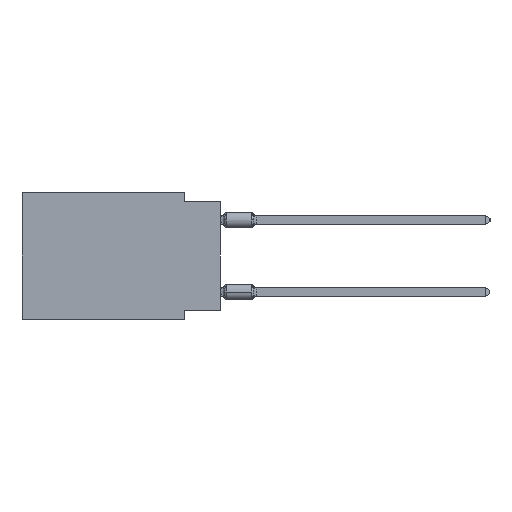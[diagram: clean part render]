
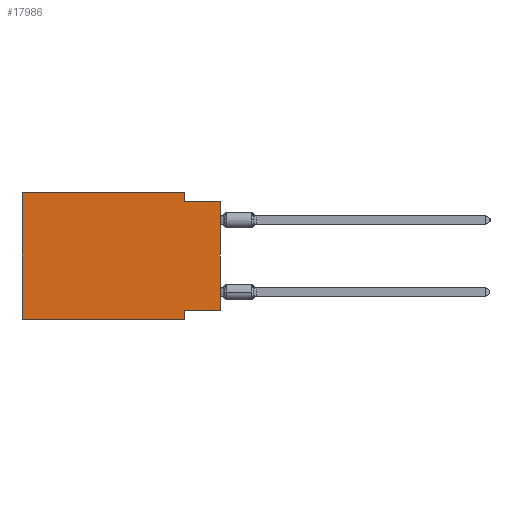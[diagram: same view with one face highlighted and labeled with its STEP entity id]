
A CAD part, left-side view. The second image highlights one B-rep face of the part: STEP entity #17986.
In plain terms, the highlighted planar face has unit normal (-1, 0, 0).
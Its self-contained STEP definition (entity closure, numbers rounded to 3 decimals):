
#687 = VERTEX_POINT ( 'NONE', #17781 ) ;
#2713 = VECTOR ( 'NONE', #52160, 1000. ) ;
#3496 = LINE ( 'NONE', #27513, #2713 ) ;
#4272 = CARTESIAN_POINT ( 'NONE',  ( 0., 2.54, 0. ) ) ;
#8481 = VERTEX_POINT ( 'NONE', #45381 ) ;
#8844 = VERTEX_POINT ( 'NONE', #19386 ) ;
#9631 = VERTEX_POINT ( 'NONE', #10917 ) ;
#9777 = DIRECTION ( 'NONE',  ( 0., 0., -1. ) ) ;
#10504 = CARTESIAN_POINT ( 'NONE',  ( 0., 2.54, -8.89 ) ) ;
#10803 = VERTEX_POINT ( 'NONE', #47018 ) ;
#10917 = CARTESIAN_POINT ( 'NONE',  ( 0., 2.54, -8.255 ) ) ;
#11244 = VECTOR ( 'NONE', #62015, 1000. ) ;
#12238 = VECTOR ( 'NONE', #30908, 1000. ) ;
#12836 = DIRECTION ( 'NONE',  ( 0., -1., 0. ) ) ;
#15558 = VECTOR ( 'NONE', #59877, 1000. ) ;
#15655 = CARTESIAN_POINT ( 'NONE',  ( 0., 13.97, 0. ) ) ;
#15762 = CARTESIAN_POINT ( 'NONE',  ( 0., 0., 0. ) ) ;
#17781 = CARTESIAN_POINT ( 'NONE',  ( 0., 13.97, -8.89 ) ) ;
#17986 = ADVANCED_FACE ( 'NONE', ( #49365 ), #64013, .F. ) ;
#18341 = CARTESIAN_POINT ( 'NONE',  ( 0., 13.97, 0. ) ) ;
#19250 = DIRECTION ( 'NONE',  ( 1., 0., 0. ) ) ;
#19386 = CARTESIAN_POINT ( 'NONE',  ( 0., 2.54, -8.89 ) ) ;
#20474 = CARTESIAN_POINT ( 'NONE',  ( 0., 0., -8.255 ) ) ;
#21939 = EDGE_CURVE ( 'NONE', #9631, #8844, #59496, .T. ) ;
#22261 = ORIENTED_EDGE ( 'NONE', *, *, #46226, .F. ) ;
#22962 = EDGE_CURVE ( 'NONE', #8481, #10803, #23205, .T. ) ;
#23127 = VECTOR ( 'NONE', #39033, 1000. ) ;
#23205 = LINE ( 'NONE', #18341, #24712 ) ;
#23237 = VERTEX_POINT ( 'NONE', #40996 ) ;
#24558 = EDGE_CURVE ( 'NONE', #687, #8844, #38281, .T. ) ;
#24712 = VECTOR ( 'NONE', #12836, 1000. ) ;
#24991 = VECTOR ( 'NONE', #9777, 1000. ) ;
#27238 = VECTOR ( 'NONE', #39478, 1000. ) ;
#27513 = CARTESIAN_POINT ( 'NONE',  ( 0., 0., -0.635 ) ) ;
#27817 = EDGE_CURVE ( 'NONE', #23237, #29679, #3496, .T. ) ;
#28550 = CARTESIAN_POINT ( 'NONE',  ( 0., 13.97, -8.89 ) ) ;
#28985 = CARTESIAN_POINT ( 'NONE',  ( 0., 0., -8.255 ) ) ;
#29115 = CARTESIAN_POINT ( 'NONE',  ( 0., 13.97, 0. ) ) ;
#29213 = ORIENTED_EDGE ( 'NONE', *, *, #61717, .F. ) ;
#29679 = VERTEX_POINT ( 'NONE', #44467 ) ;
#30908 = DIRECTION ( 'NONE',  ( 0., 0., -1. ) ) ;
#34148 = DIRECTION ( 'NONE',  ( 0., 0., -1. ) ) ;
#34885 = EDGE_LOOP ( 'NONE', ( #60609, #45484, #39230, #40378, #29213, #53215, #57852, #22261 ) ) ;
#38281 = LINE ( 'NONE', #28550, #11244 ) ;
#39033 = DIRECTION ( 'NONE',  ( 0., 1., 0. ) ) ;
#39230 = ORIENTED_EDGE ( 'NONE', *, *, #44559, .F. ) ;
#39478 = DIRECTION ( 'NONE',  ( 0., 0., 1. ) ) ;
#40378 = ORIENTED_EDGE ( 'NONE', *, *, #22962, .F. ) ;
#40996 = CARTESIAN_POINT ( 'NONE',  ( 0., 2.54, -0.635 ) ) ;
#44467 = CARTESIAN_POINT ( 'NONE',  ( 0., 0., -0.635 ) ) ;
#44559 = EDGE_CURVE ( 'NONE', #10803, #23237, #59406, .T. ) ;
#44717 = VERTEX_POINT ( 'NONE', #20474 ) ;
#45381 = CARTESIAN_POINT ( 'NONE',  ( 0., 13.97, 0. ) ) ;
#45484 = ORIENTED_EDGE ( 'NONE', *, *, #27817, .F. ) ;
#46226 = EDGE_CURVE ( 'NONE', #44717, #9631, #58215, .T. ) ;
#47018 = CARTESIAN_POINT ( 'NONE',  ( 0., 2.54, 0. ) ) ;
#48456 = EDGE_CURVE ( 'NONE', #44717, #29679, #50764, .T. ) ;
#49365 = FACE_OUTER_BOUND ( 'NONE', #34885, .T. ) ;
#50764 = LINE ( 'NONE', #15762, #15558 ) ;
#52160 = DIRECTION ( 'NONE',  ( 0., -1., 0. ) ) ;
#53215 = ORIENTED_EDGE ( 'NONE', *, *, #24558, .T. ) ;
#56490 = AXIS2_PLACEMENT_3D ( 'NONE', #15655, #19250, #34148 ) ;
#57852 = ORIENTED_EDGE ( 'NONE', *, *, #21939, .F. ) ;
#58215 = LINE ( 'NONE', #28985, #23127 ) ;
#58966 = LINE ( 'NONE', #29115, #27238 ) ;
#59406 = LINE ( 'NONE', #4272, #24991 ) ;
#59496 = LINE ( 'NONE', #10504, #12238 ) ;
#59877 = DIRECTION ( 'NONE',  ( 0., 0., 1. ) ) ;
#60609 = ORIENTED_EDGE ( 'NONE', *, *, #48456, .T. ) ;
#61717 = EDGE_CURVE ( 'NONE', #687, #8481, #58966, .T. ) ;
#62015 = DIRECTION ( 'NONE',  ( 0., -1., 0. ) ) ;
#64013 = PLANE ( 'NONE',  #56490 ) ;
